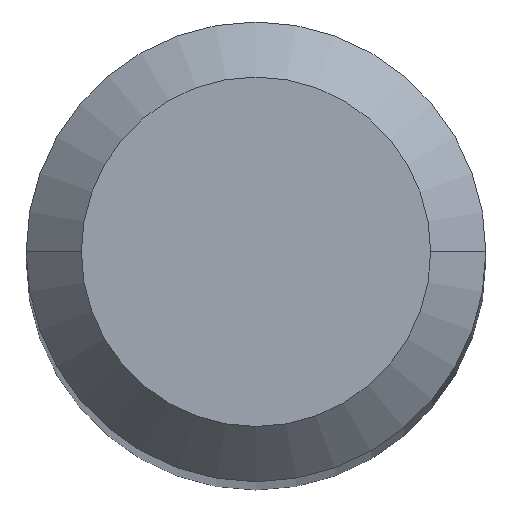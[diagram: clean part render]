
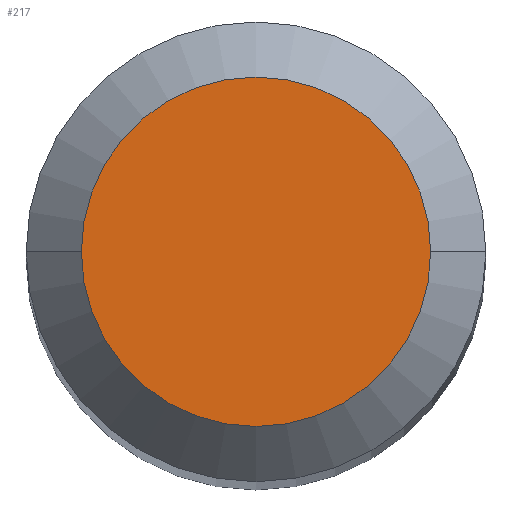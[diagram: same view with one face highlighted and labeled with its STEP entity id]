
A CAD part, top view. The second image highlights one B-rep face of the part: STEP entity #217.
In plain terms, the highlighted planar face has unit normal (0, 0, 1).
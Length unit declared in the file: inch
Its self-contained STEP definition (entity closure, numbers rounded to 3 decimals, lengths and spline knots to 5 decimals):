
#4 = DIRECTION ( 'NONE',  ( -1., 0., 0. ) ) ;
#13 = CARTESIAN_POINT ( 'NONE',  ( 0., 0.0475, 0. ) ) ;
#20 = PLANE ( 'NONE',  #170 ) ;
#48 = DIRECTION ( 'NONE',  ( 0., 0., 1. ) ) ;
#61 = EDGE_CURVE ( 'NONE', #464, #207, #66, .T. ) ;
#66 = CIRCLE ( 'NONE', #156, 0.0475 ) ;
#139 = DIRECTION ( 'NONE',  ( 1., 0., 0. ) ) ;
#156 = AXIS2_PLACEMENT_3D ( 'NONE', #168, #483, #514 ) ;
#168 = CARTESIAN_POINT ( 'NONE',  ( 0., 0., 0. ) ) ;
#170 = AXIS2_PLACEMENT_3D ( 'NONE', #13, #186, #4 ) ;
#186 = DIRECTION ( 'NONE',  ( 0., 0., -1. ) ) ;
#207 = VERTEX_POINT ( 'NONE', #346 ) ;
#217 = ADVANCED_FACE ( 'NONE', ( #387 ), #20, .F. ) ;
#239 = EDGE_CURVE ( 'NONE', #207, #464, #465, .T. ) ;
#274 = ORIENTED_EDGE ( 'NONE', *, *, #61, .T. ) ;
#346 = CARTESIAN_POINT ( 'NONE',  ( -0.0475, 0., 0. ) ) ;
#353 = CARTESIAN_POINT ( 'NONE',  ( 0.0475, 0., 0. ) ) ;
#387 = FACE_OUTER_BOUND ( 'NONE', #436, .T. ) ;
#389 = AXIS2_PLACEMENT_3D ( 'NONE', #418, #48, #139 ) ;
#396 = ORIENTED_EDGE ( 'NONE', *, *, #239, .T. ) ;
#418 = CARTESIAN_POINT ( 'NONE',  ( 0., 0., 0. ) ) ;
#436 = EDGE_LOOP ( 'NONE', ( #396, #274 ) ) ;
#464 = VERTEX_POINT ( 'NONE', #353 ) ;
#465 = CIRCLE ( 'NONE', #389, 0.0475 ) ;
#483 = DIRECTION ( 'NONE',  ( 0., 0., 1. ) ) ;
#514 = DIRECTION ( 'NONE',  ( 1., 0., 0. ) ) ;
